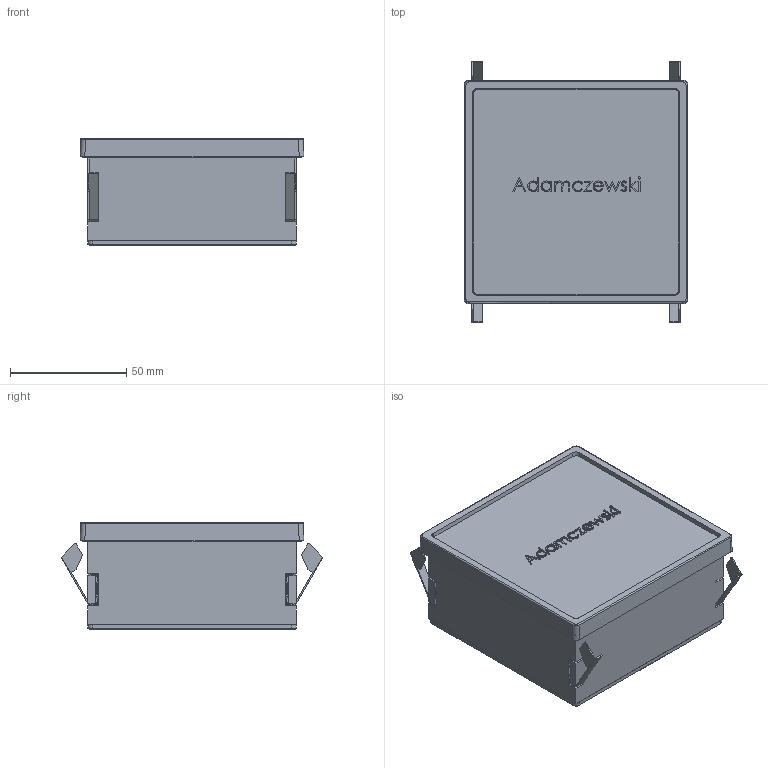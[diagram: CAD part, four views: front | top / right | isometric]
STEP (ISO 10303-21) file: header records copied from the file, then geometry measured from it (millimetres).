
FILE_DESCRIPTION (( 'STEP AP203' ), '1' );
FILE_NAME ('FE-96x96.STEP', '2018-08-15T08:27:54', ( '' ), ( '' ), 'SwSTEP 2.0', 'SolidWorks 2013', '' );
FILE_SCHEMA (( 'CONFIG_CONTROL_DESIGN' ));
Length unit declared in the file: millimetre
Products named in the file (8): 044531601s; 0440004s; 0441005s; 044130702; 0441006s; Front-96x96; Boden-445-313-01; FE-96x96
Assembly tree (15 placements, depth 2):
  FE-96x96
    044130702
    0440004s  x7
    0441005s  x2
    0441006s  x2
    044531601s
    Front-96x96
    Boden-445-313-01
Bounding box: 96 x 112.35 x 46.05 mm (x, y, z)
Volume: 80696.6 mm3; surface area: 84726.9 mm2
Topology: 15 solids, 15 shells, 894 faces, 2451 edges, 1626 vertices
Faces by surface type: plane 646, cylinder 166, bspline 72, cone 10
Entity records: 29663 total; most frequent: CARTESIAN_POINT 8652, ORIENTED_EDGE 4388, DIRECTION 3701, EDGE_CURVE 2194, LINE 1777, VECTOR 1777, VERTEX_POINT 1456, AXIS2_PLACEMENT_3D 962
